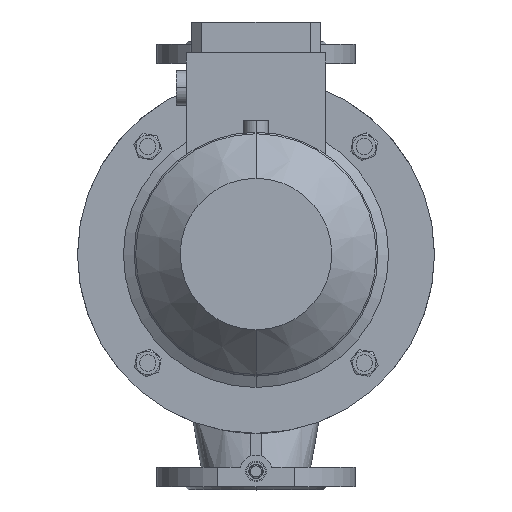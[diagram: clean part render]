
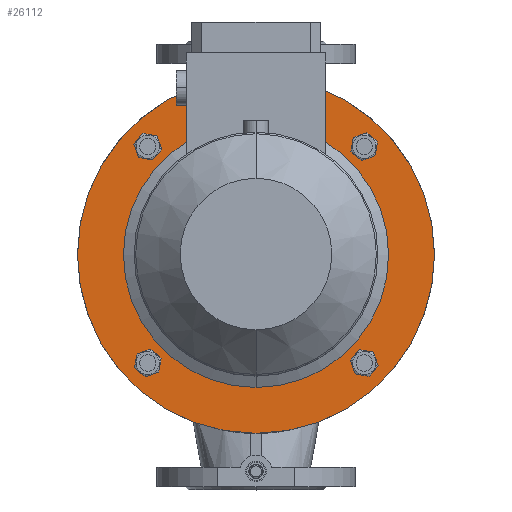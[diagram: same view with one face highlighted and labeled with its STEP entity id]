
A CAD part, top view. The second image highlights one B-rep face of the part: STEP entity #26112.
In plain terms, the highlighted planar face has unit normal (0, 0, 1).
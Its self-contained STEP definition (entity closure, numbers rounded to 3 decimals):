
#79 = CARTESIAN_POINT ( 'NONE',  ( 0., -175., 221. ) ) ;
#132 = DIRECTION ( 'NONE',  ( 0., 0., 1. ) ) ;
#257 = EDGE_CURVE ( 'NONE', #7335, #16312, #1297, .T. ) ;
#558 = ORIENTED_EDGE ( 'NONE', *, *, #31843, .F. ) ;
#571 = FACE_BOUND ( 'NONE', #23102, .T. ) ;
#798 = CARTESIAN_POINT ( 'NONE',  ( -106.066, 106.066, 221. ) ) ;
#830 = AXIS2_PLACEMENT_3D ( 'NONE', #12352, #14953, #22431 ) ;
#875 = EDGE_CURVE ( 'NONE', #22789, #30693, #19168, .T. ) ;
#1016 = DIRECTION ( 'NONE',  ( 0., 0., 1. ) ) ;
#1125 = CIRCLE ( 'NONE', #830, 130. ) ;
#1257 = DIRECTION ( 'NONE',  ( 0., -1., 0. ) ) ;
#1297 = CIRCLE ( 'NONE', #29795, 175. ) ;
#1461 = AXIS2_PLACEMENT_3D ( 'NONE', #12894, #28282, #5017 ) ;
#1686 = CARTESIAN_POINT ( 'NONE',  ( -106.066, -106.066, 221. ) ) ;
#1792 = FACE_BOUND ( 'NONE', #9203, .T. ) ;
#1833 = CARTESIAN_POINT ( 'NONE',  ( -108.046, -117.293, 221. ) ) ;
#2847 = CARTESIAN_POINT ( 'NONE',  ( 0., 175., 221. ) ) ;
#3401 = DIRECTION ( 'NONE',  ( 0., -1., 0. ) ) ;
#3477 = VERTEX_POINT ( 'NONE', #14938 ) ;
#3872 = DIRECTION ( 'NONE',  ( 0., 0., 1. ) ) ;
#4178 = CARTESIAN_POINT ( 'NONE',  ( 106.066, 106.066, 221. ) ) ;
#4223 = ORIENTED_EDGE ( 'NONE', *, *, #31260, .F. ) ;
#4405 = AXIS2_PLACEMENT_3D ( 'NONE', #798, #1016, #3401 ) ;
#4719 = ORIENTED_EDGE ( 'NONE', *, *, #26529, .F. ) ;
#5017 = DIRECTION ( 'NONE',  ( 0., -1., 0. ) ) ;
#5020 = CIRCLE ( 'NONE', #22713, 11.4 ) ;
#5325 = CIRCLE ( 'NONE', #29538, 11.4 ) ;
#5404 = DIRECTION ( 'NONE',  ( 0., 0., 1. ) ) ;
#5640 = CARTESIAN_POINT ( 'NONE',  ( 106.066, 106.066, 221. ) ) ;
#6734 = CIRCLE ( 'NONE', #4405, 11.4 ) ;
#7335 = VERTEX_POINT ( 'NONE', #7457 ) ;
#7457 = CARTESIAN_POINT ( 'NONE',  ( 0., 175., 221. ) ) ;
#7724 = CARTESIAN_POINT ( 'NONE',  ( -106.066, 106.066, 221. ) ) ;
#8210 = DIRECTION ( 'NONE',  ( 0., 1., 0. ) ) ;
#8282 = DIRECTION ( 'NONE',  ( 0., -1., 0. ) ) ;
#8327 = CARTESIAN_POINT ( 'NONE',  ( 0., 0., 221. ) ) ;
#8356 = CIRCLE ( 'NONE', #24192, 11.4 ) ;
#9203 = EDGE_LOOP ( 'NONE', ( #25411, #23395 ) ) ;
#9755 = ORIENTED_EDGE ( 'NONE', *, *, #16018, .T. ) ;
#9863 = VERTEX_POINT ( 'NONE', #31196 ) ;
#9864 = DIRECTION ( 'NONE',  ( 0., 0., 1. ) ) ;
#10144 = PLANE ( 'NONE',  #20515 ) ;
#10660 = DIRECTION ( 'NONE',  ( 0., 0., 1. ) ) ;
#11061 = CIRCLE ( 'NONE', #1461, 11.4 ) ;
#11788 = EDGE_CURVE ( 'NONE', #3477, #9863, #6734, .T. ) ;
#12159 = EDGE_CURVE ( 'NONE', #29599, #15427, #19566, .T. ) ;
#12352 = CARTESIAN_POINT ( 'NONE',  ( 0., 0., 221. ) ) ;
#12526 = CARTESIAN_POINT ( 'NONE',  ( 104.086, 94.839, 221. ) ) ;
#12894 = CARTESIAN_POINT ( 'NONE',  ( 106.066, -106.066, 221. ) ) ;
#13024 = CARTESIAN_POINT ( 'NONE',  ( 0., -130., 221. ) ) ;
#13208 = FACE_BOUND ( 'NONE', #18112, .T. ) ;
#13662 = DIRECTION ( 'NONE',  ( 0., 1., 0. ) ) ;
#13696 = EDGE_CURVE ( 'NONE', #30693, #22789, #13833, .T. ) ;
#13833 = CIRCLE ( 'NONE', #16027, 11.4 ) ;
#14829 = FACE_OUTER_BOUND ( 'NONE', #15533, .T. ) ;
#14938 = CARTESIAN_POINT ( 'NONE',  ( -117.293, 108.046, 221. ) ) ;
#14953 = DIRECTION ( 'NONE',  ( 0., 0., -1. ) ) ;
#15105 = DIRECTION ( 'NONE',  ( 0., 0., -1. ) ) ;
#15134 = AXIS2_PLACEMENT_3D ( 'NONE', #18361, #5404, #20735 ) ;
#15427 = VERTEX_POINT ( 'NONE', #18555 ) ;
#15484 = DIRECTION ( 'NONE',  ( 0., 0., 1. ) ) ;
#15533 = EDGE_LOOP ( 'NONE', ( #29283, #28609 ) ) ;
#16018 = EDGE_CURVE ( 'NONE', #26763, #22205, #1125, .T. ) ;
#16027 = AXIS2_PLACEMENT_3D ( 'NONE', #5640, #10660, #8282 ) ;
#16312 = VERTEX_POINT ( 'NONE', #79 ) ;
#17364 = DIRECTION ( 'NONE',  ( 0., 1., 0. ) ) ;
#17717 = EDGE_LOOP ( 'NONE', ( #4223, #33351 ) ) ;
#18112 = EDGE_LOOP ( 'NONE', ( #9755, #23010 ) ) ;
#18361 = CARTESIAN_POINT ( 'NONE',  ( 106.066, -106.066, 221. ) ) ;
#18426 = VERTEX_POINT ( 'NONE', #1833 ) ;
#18555 = CARTESIAN_POINT ( 'NONE',  ( 94.839, -104.086, 221. ) ) ;
#18592 = EDGE_CURVE ( 'NONE', #16312, #7335, #19680, .T. ) ;
#18730 = CARTESIAN_POINT ( 'NONE',  ( 117.293, -108.046, 221. ) ) ;
#19168 = CIRCLE ( 'NONE', #26136, 11.4 ) ;
#19494 = AXIS2_PLACEMENT_3D ( 'NONE', #29168, #23972, #13662 ) ;
#19566 = CIRCLE ( 'NONE', #15134, 11.4 ) ;
#19680 = CIRCLE ( 'NONE', #30244, 175. ) ;
#20414 = CARTESIAN_POINT ( 'NONE',  ( 0., 0., 221. ) ) ;
#20515 = AXIS2_PLACEMENT_3D ( 'NONE', #2847, #15484, #31300 ) ;
#20735 = DIRECTION ( 'NONE',  ( 0., -1., 0. ) ) ;
#20753 = CARTESIAN_POINT ( 'NONE',  ( 0., 130., 221. ) ) ;
#21300 = FACE_BOUND ( 'NONE', #26863, .T. ) ;
#21821 = CARTESIAN_POINT ( 'NONE',  ( -106.066, -106.066, 221. ) ) ;
#22205 = VERTEX_POINT ( 'NONE', #13024 ) ;
#22354 = DIRECTION ( 'NONE',  ( 0., -1., 0. ) ) ;
#22431 = DIRECTION ( 'NONE',  ( 0., 1., 0. ) ) ;
#22599 = ORIENTED_EDGE ( 'NONE', *, *, #25678, .F. ) ;
#22713 = AXIS2_PLACEMENT_3D ( 'NONE', #1686, #27555, #27341 ) ;
#22789 = VERTEX_POINT ( 'NONE', #12526 ) ;
#23010 = ORIENTED_EDGE ( 'NONE', *, *, #27838, .T. ) ;
#23102 = EDGE_LOOP ( 'NONE', ( #4719, #22599 ) ) ;
#23395 = ORIENTED_EDGE ( 'NONE', *, *, #13696, .F. ) ;
#23972 = DIRECTION ( 'NONE',  ( 0., 0., -1. ) ) ;
#24192 = AXIS2_PLACEMENT_3D ( 'NONE', #21821, #3872, #1257 ) ;
#24976 = CARTESIAN_POINT ( 'NONE',  ( 108.046, 117.293, 221. ) ) ;
#25411 = ORIENTED_EDGE ( 'NONE', *, *, #875, .F. ) ;
#25678 = EDGE_CURVE ( 'NONE', #18426, #25965, #8356, .T. ) ;
#25965 = VERTEX_POINT ( 'NONE', #27597 ) ;
#26112 = ADVANCED_FACE ( 'NONE', ( #1792, #21300, #571, #27367, #13208, #14829 ), #10144, .T. ) ;
#26136 = AXIS2_PLACEMENT_3D ( 'NONE', #4178, #9864, #22354 ) ;
#26449 = DIRECTION ( 'NONE',  ( 0., 0., -1. ) ) ;
#26462 = CIRCLE ( 'NONE', #19494, 130. ) ;
#26529 = EDGE_CURVE ( 'NONE', #25965, #18426, #5020, .T. ) ;
#26763 = VERTEX_POINT ( 'NONE', #20753 ) ;
#26863 = EDGE_LOOP ( 'NONE', ( #558, #29998 ) ) ;
#27341 = DIRECTION ( 'NONE',  ( 0., -1., 0. ) ) ;
#27367 = FACE_BOUND ( 'NONE', #17717, .T. ) ;
#27555 = DIRECTION ( 'NONE',  ( 0., 0., 1. ) ) ;
#27597 = CARTESIAN_POINT ( 'NONE',  ( -104.086, -94.839, 221. ) ) ;
#27838 = EDGE_CURVE ( 'NONE', #22205, #26763, #26462, .T. ) ;
#28282 = DIRECTION ( 'NONE',  ( 0., 0., 1. ) ) ;
#28609 = ORIENTED_EDGE ( 'NONE', *, *, #18592, .F. ) ;
#29168 = CARTESIAN_POINT ( 'NONE',  ( 0., 0., 221. ) ) ;
#29283 = ORIENTED_EDGE ( 'NONE', *, *, #257, .F. ) ;
#29538 = AXIS2_PLACEMENT_3D ( 'NONE', #7724, #132, #33520 ) ;
#29599 = VERTEX_POINT ( 'NONE', #18730 ) ;
#29795 = AXIS2_PLACEMENT_3D ( 'NONE', #20414, #15105, #17364 ) ;
#29998 = ORIENTED_EDGE ( 'NONE', *, *, #11788, .F. ) ;
#30244 = AXIS2_PLACEMENT_3D ( 'NONE', #8327, #26449, #8210 ) ;
#30693 = VERTEX_POINT ( 'NONE', #24976 ) ;
#31196 = CARTESIAN_POINT ( 'NONE',  ( -94.839, 104.086, 221. ) ) ;
#31260 = EDGE_CURVE ( 'NONE', #15427, #29599, #11061, .T. ) ;
#31300 = DIRECTION ( 'NONE',  ( 0., -1., 0. ) ) ;
#31843 = EDGE_CURVE ( 'NONE', #9863, #3477, #5325, .T. ) ;
#33351 = ORIENTED_EDGE ( 'NONE', *, *, #12159, .F. ) ;
#33520 = DIRECTION ( 'NONE',  ( 0., -1., 0. ) ) ;
